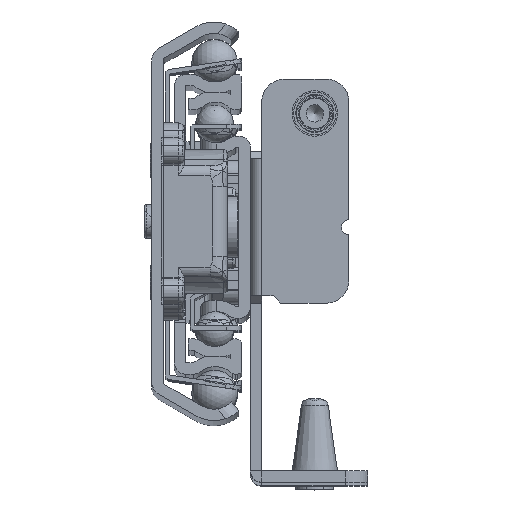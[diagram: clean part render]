
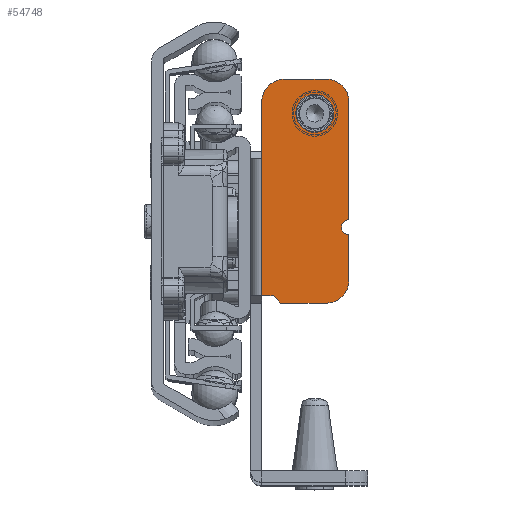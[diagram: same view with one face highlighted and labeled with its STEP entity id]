
A CAD part, top view. The second image highlights one B-rep face of the part: STEP entity #54748.
In plain terms, the highlighted planar face has unit normal (0, 0, 1).
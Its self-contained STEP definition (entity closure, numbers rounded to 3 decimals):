
#2735=FACE_BOUND('',#8065,.T.);
#2913=PLANE('',#58080);
#5152=FACE_OUTER_BOUND('',#8064,.T.);
#8064=EDGE_LOOP('',(#36235,#36236,#36237,#36238,#36239,#36240,#36241,#36242,
#36243,#36244,#36245,#36246));
#8065=EDGE_LOOP('',(#36247));
#11017=LINE('',#78687,#14964);
#11026=LINE('',#78712,#14973);
#11029=LINE('',#78717,#14976);
#11031=LINE('',#78721,#14978);
#11032=LINE('',#78726,#14979);
#11033=LINE('',#78730,#14980);
#11034=LINE('',#78731,#14981);
#11035=LINE('',#78734,#14982);
#14964=VECTOR('',#63904,10.);
#14973=VECTOR('',#63923,10.);
#14976=VECTOR('',#63928,10.);
#14978=VECTOR('',#63932,10.);
#14979=VECTOR('',#63937,10.);
#14980=VECTOR('',#63940,10.);
#14981=VECTOR('',#63941,10.);
#14982=VECTOR('',#63944,10.);
#19027=CIRCLE('',#58068,2.05);
#19028=CIRCLE('',#58070,1.);
#19033=CIRCLE('',#58081,3.);
#19034=CIRCLE('',#58082,3.);
#19035=CIRCLE('',#58083,3.);
#21371=VERTEX_POINT('',#78670);
#21372=VERTEX_POINT('',#78674);
#21373=VERTEX_POINT('',#78675);
#21377=VERTEX_POINT('',#78685);
#21387=VERTEX_POINT('',#78709);
#21388=VERTEX_POINT('',#78711);
#21389=VERTEX_POINT('',#78715);
#21390=VERTEX_POINT('',#78719);
#21391=VERTEX_POINT('',#78723);
#21392=VERTEX_POINT('',#78725);
#21393=VERTEX_POINT('',#78727);
#21394=VERTEX_POINT('',#78729);
#21395=VERTEX_POINT('',#78732);
#27144=EDGE_CURVE('',#21371,#21371,#19027,.T.);
#27145=EDGE_CURVE('',#21372,#21373,#19028,.T.);
#27151=EDGE_CURVE('',#21377,#21372,#11017,.T.);
#27163=EDGE_CURVE('',#21387,#21388,#11026,.T.);
#27166=EDGE_CURVE('',#21389,#21387,#11029,.T.);
#27168=EDGE_CURVE('',#21390,#21389,#11031,.T.);
#27169=EDGE_CURVE('',#21377,#21391,#19033,.T.);
#27170=EDGE_CURVE('',#21392,#21391,#11032,.T.);
#27171=EDGE_CURVE('',#21392,#21393,#19034,.T.);
#27172=EDGE_CURVE('',#21394,#21393,#11033,.T.);
#27173=EDGE_CURVE('',#21388,#21394,#11034,.T.);
#27174=EDGE_CURVE('',#21390,#21395,#19035,.T.);
#27175=EDGE_CURVE('',#21373,#21395,#11035,.T.);
#36235=ORIENTED_EDGE('',*,*,#27145,.F.);
#36236=ORIENTED_EDGE('',*,*,#27151,.F.);
#36237=ORIENTED_EDGE('',*,*,#27169,.T.);
#36238=ORIENTED_EDGE('',*,*,#27170,.F.);
#36239=ORIENTED_EDGE('',*,*,#27171,.T.);
#36240=ORIENTED_EDGE('',*,*,#27172,.F.);
#36241=ORIENTED_EDGE('',*,*,#27173,.F.);
#36242=ORIENTED_EDGE('',*,*,#27163,.F.);
#36243=ORIENTED_EDGE('',*,*,#27166,.F.);
#36244=ORIENTED_EDGE('',*,*,#27168,.F.);
#36245=ORIENTED_EDGE('',*,*,#27174,.T.);
#36246=ORIENTED_EDGE('',*,*,#27175,.F.);
#36247=ORIENTED_EDGE('',*,*,#27144,.F.);
#54748=ADVANCED_FACE('',(#5152,#2735),#2913,.T.);
#58068=AXIS2_PLACEMENT_3D('',#78672,#63890,#63891);
#58070=AXIS2_PLACEMENT_3D('',#78676,#63894,#63895);
#58080=AXIS2_PLACEMENT_3D('',#78722,#63933,#63934);
#58081=AXIS2_PLACEMENT_3D('',#78724,#63935,#63936);
#58082=AXIS2_PLACEMENT_3D('',#78728,#63938,#63939);
#58083=AXIS2_PLACEMENT_3D('',#78733,#63942,#63943);
#63890=DIRECTION('center_axis',(0.,0.,
1.));
#63891=DIRECTION('ref_axis',(-1.,0.,0.));
#63894=DIRECTION('center_axis',(0.,0.,
1.));
#63895=DIRECTION('ref_axis',(0.,-1.,0.));
#63904=DIRECTION('',(0.,-1.,0.));
#63923=DIRECTION('',(-1.,0.,0.));
#63928=DIRECTION('',(-0.707,0.707,0.));
#63932=DIRECTION('',(-1.,0.,0.));
#63933=DIRECTION('center_axis',(0.,0.,
1.));
#63934=DIRECTION('ref_axis',(1.,0.,0.));
#63935=DIRECTION('center_axis',(0.,0.,
1.));
#63936=DIRECTION('ref_axis',(0.707,0.707,0.));
#63937=DIRECTION('',(1.,0.,0.));
#63938=DIRECTION('center_axis',(0.,0.,
1.));
#63939=DIRECTION('ref_axis',(-0.707,0.707,0.));
#63940=DIRECTION('',(0.,1.,0.));
#63941=DIRECTION('',(0.,1.,0.));
#63942=DIRECTION('center_axis',(0.,0.,
1.));
#63943=DIRECTION('ref_axis',(0.707,-0.707,0.));
#63944=DIRECTION('',(0.,-1.,0.));
#78670=CARTESIAN_POINT('',(15.35,15.,-250.5));
#78672=CARTESIAN_POINT('Origin',(13.3,15.,-250.5));
#78674=CARTESIAN_POINT('',(17.8,1.,-250.5));
#78675=CARTESIAN_POINT('',(17.8,-1.,-250.5));
#78676=CARTESIAN_POINT('Origin',(17.8,0.,-250.5));
#78685=CARTESIAN_POINT('',(17.8,16.5,-250.5));
#78687=CARTESIAN_POINT('',(17.8,19.5,-250.5));
#78709=CARTESIAN_POINT('',(7.8,-9.,-250.5));
#78711=CARTESIAN_POINT('',(6.3,-9.,-250.5));
#78712=CARTESIAN_POINT('',(8.916,-9.,-250.5));
#78715=CARTESIAN_POINT('',(8.8,-10.,-250.5));
#78717=CARTESIAN_POINT('',(6.483,-7.683,-250.5));
#78719=CARTESIAN_POINT('',(14.8,-10.,-250.5));
#78721=CARTESIAN_POINT('',(17.8,-10.,-250.5));
#78722=CARTESIAN_POINT('Origin',(11.532,0.,
-250.5));
#78723=CARTESIAN_POINT('',(14.8,19.5,-250.5));
#78724=CARTESIAN_POINT('Origin',(14.8,16.5,-250.5));
#78725=CARTESIAN_POINT('',(9.3,19.5,-250.5));
#78726=CARTESIAN_POINT('',(6.3,19.5,-250.5));
#78727=CARTESIAN_POINT('',(6.3,16.5,-250.5));
#78728=CARTESIAN_POINT('Origin',(9.3,16.5,-250.5));
#78729=CARTESIAN_POINT('',(6.3,9.,-250.5));
#78730=CARTESIAN_POINT('',(6.3,9.,-250.5));
#78731=CARTESIAN_POINT('',(6.3,0.,-250.5));
#78732=CARTESIAN_POINT('',(17.8,-7.,-250.5));
#78733=CARTESIAN_POINT('Origin',(14.8,-7.,-250.5));
#78734=CARTESIAN_POINT('',(17.8,19.5,-250.5));
